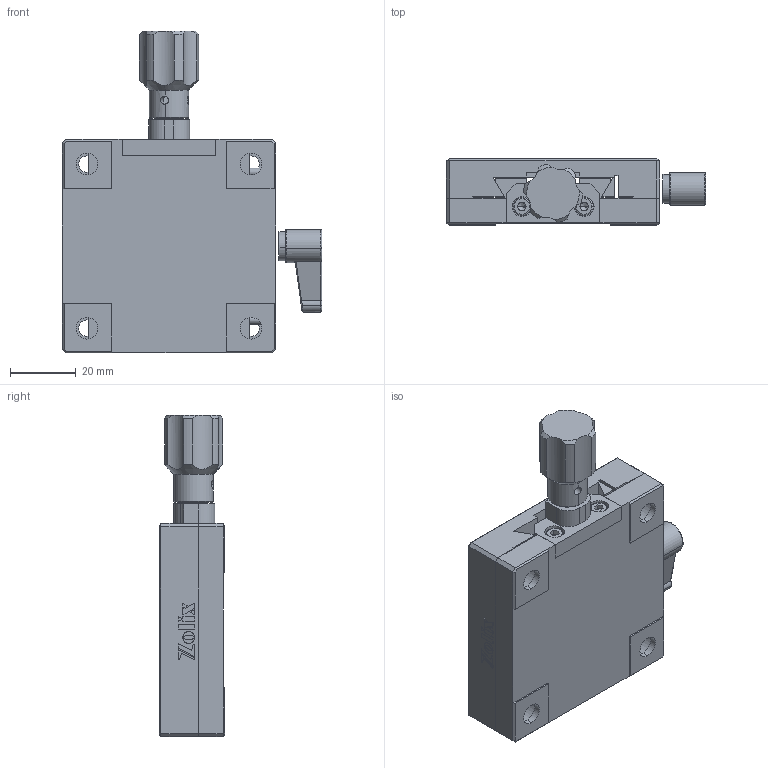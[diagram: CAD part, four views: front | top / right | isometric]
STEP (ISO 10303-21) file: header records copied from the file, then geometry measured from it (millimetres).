
FILE_DESCRIPTION (( 'STEP AP203' ), '1' );
FILE_NAME ('DSM25S-6565E.step', '2019-05-08T10:11:38', ( '' ), ( '' ), 'SwSTEP 2.0', 'SolidWorks 2017', '' );
FILE_SCHEMA (( 'CONFIG_CONTROL_DESIGN' ));
Length unit declared in the file: millimetre
Products named in the file (1): DSM25S-6565E
Bounding box: 79 x 20 x 98 mm (x, y, z)
Surface area: 29963.1 mm2 (no closed solid volume)
Topology: 0 solids, 13 shells, 368 faces, 1245 edges, 847 vertices
Faces by surface type: plane 227, cylinder 91, cone 24, torus 22, bspline 4
Entity records: 13810 total; most frequent: CARTESIAN_POINT 2987, DIRECTION 2219, ORIENTED_EDGE 2060, EDGE_CURVE 1233, VECTOR 881, LINE 881, VERTEX_POINT 847, AXIS2_PLACEMENT_3D 669
